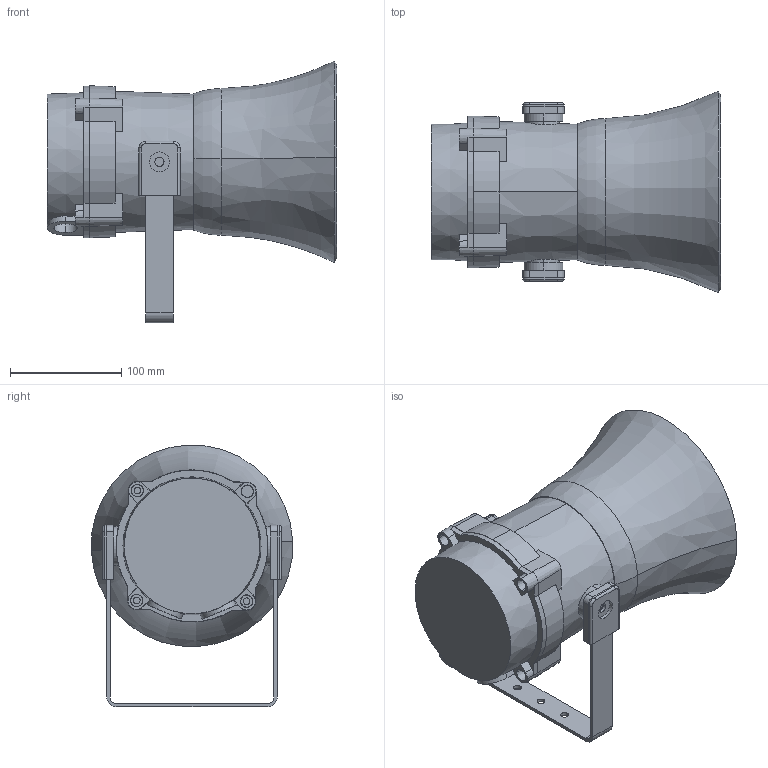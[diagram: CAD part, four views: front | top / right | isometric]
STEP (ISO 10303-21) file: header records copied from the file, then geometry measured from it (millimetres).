
FILE_DESCRIPTION (( 'STEP AP214' ), '1' );
FILE_NAME ('SK0112-3D_Issue_A.STEP', '2014-02-17T11:23:26', ( '' ), ( '' ), 'SwSTEP 2.0', 'SolidWorks 2014', '' );
FILE_SCHEMA (( 'AUTOMOTIVE_DESIGN' ));
Length unit declared in the file: millimetre
Products named in the file (15): stirrup; S110 horn; D chamber cap; Bex sounder main body; b; a; SK0112-3D_Issue_A
Assembly tree (8 placements, depth 2):
  b
  a
  b
  a
  stirrup
Bounding box: 260.6 x 181.45 x 235.73 mm (x, y, z)
Volume: 2337035 mm3; surface area: 355458.5 mm2
Topology: 8 solids, 8 shells, 244 faces, 597 edges, 390 vertices
Faces by surface type: plane 113, cylinder 74, cone 41, torus 10, bspline 6
Entity records: 7345 total; most frequent: CARTESIAN_POINT 1932, DIRECTION 1102, ORIENTED_EDGE 1016, EDGE_CURVE 508, AXIS2_PLACEMENT_3D 434, VERTEX_POINT 332, EDGE_LOOP 244, LINE 234
